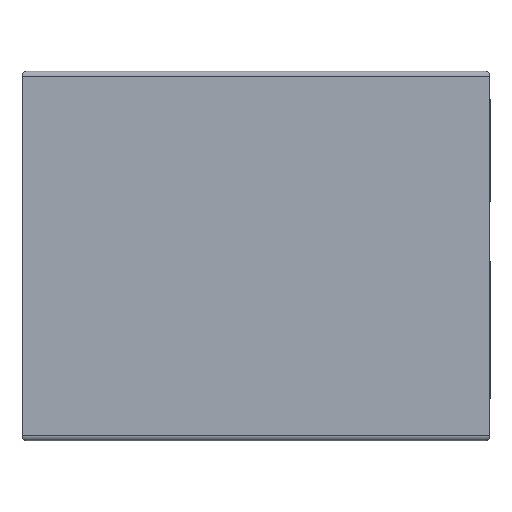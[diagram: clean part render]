
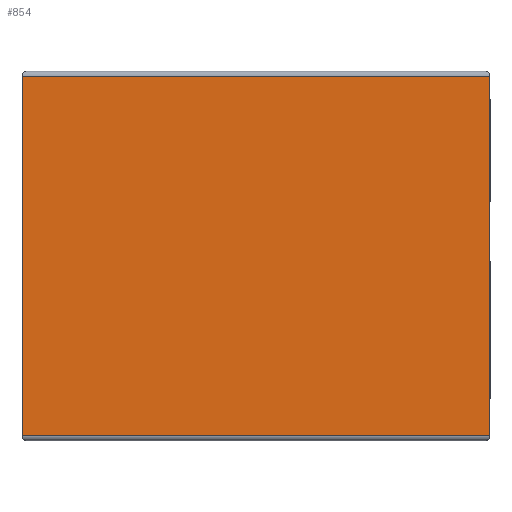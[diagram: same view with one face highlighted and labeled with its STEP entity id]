
A CAD part, front view. The second image highlights one B-rep face of the part: STEP entity #854.
In plain terms, the highlighted planar face has unit normal (0, -1, 0).
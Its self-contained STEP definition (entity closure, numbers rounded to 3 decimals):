
#116 = CARTESIAN_POINT ( 'NONE',  ( 0., 0., 0. ) ) ;
#170 = CARTESIAN_POINT ( 'NONE',  ( -9.5, 0., 7.3 ) ) ;
#261 = PLANE ( 'NONE',  #1218 ) ;
#293 = VERTEX_POINT ( 'NONE', #170 ) ;
#301 = CARTESIAN_POINT ( 'NONE',  ( -9.5, 0., -7.3 ) ) ;
#347 = DIRECTION ( 'NONE',  ( 0., 0., -1. ) ) ;
#357 = LINE ( 'NONE', #420, #746 ) ;
#401 = EDGE_CURVE ( 'NONE', #1278, #293, #1288, .T. ) ;
#420 = CARTESIAN_POINT ( 'NONE',  ( 9.5, 0., -7.5 ) ) ;
#426 = DIRECTION ( 'NONE',  ( -1., 0., 0. ) ) ;
#592 = CARTESIAN_POINT ( 'NONE',  ( -9.5, 0., 7.3 ) ) ;
#598 = CARTESIAN_POINT ( 'NONE',  ( 9.5, 0., -7.3 ) ) ;
#632 = VECTOR ( 'NONE', #925, 1000. ) ;
#638 = EDGE_CURVE ( 'NONE', #1278, #670, #357, .T. ) ;
#670 = VERTEX_POINT ( 'NONE', #598 ) ;
#746 = VECTOR ( 'NONE', #347, 1000. ) ;
#809 = CARTESIAN_POINT ( 'NONE',  ( 9.5, 0., 7.3 ) ) ;
#853 = VECTOR ( 'NONE', #1401, 1000. ) ;
#854 = ADVANCED_FACE ( 'NONE', ( #1426 ), #261, .T. ) ;
#900 = DIRECTION ( 'NONE',  ( 0., -1., 0. ) ) ;
#903 = ORIENTED_EDGE ( 'NONE', *, *, #1097, .F. ) ;
#925 = DIRECTION ( 'NONE',  ( 0., 0., 1. ) ) ;
#977 = ORIENTED_EDGE ( 'NONE', *, *, #980, .T. ) ;
#980 = EDGE_CURVE ( 'NONE', #1145, #670, #1268, .T. ) ;
#1096 = DIRECTION ( 'NONE',  ( 0., 0., -1. ) ) ;
#1097 = EDGE_CURVE ( 'NONE', #1145, #293, #1504, .T. ) ;
#1145 = VERTEX_POINT ( 'NONE', #301 ) ;
#1193 = VECTOR ( 'NONE', #426, 1000. ) ;
#1218 = AXIS2_PLACEMENT_3D ( 'NONE', #116, #900, #1096 ) ;
#1244 = EDGE_LOOP ( 'NONE', ( #903, #977, #1333, #1671 ) ) ;
#1268 = LINE ( 'NONE', #1915, #853 ) ;
#1278 = VERTEX_POINT ( 'NONE', #809 ) ;
#1288 = LINE ( 'NONE', #592, #1193 ) ;
#1333 = ORIENTED_EDGE ( 'NONE', *, *, #638, .F. ) ;
#1401 = DIRECTION ( 'NONE',  ( 1., 0., 0. ) ) ;
#1426 = FACE_OUTER_BOUND ( 'NONE', #1244, .T. ) ;
#1504 = LINE ( 'NONE', #1876, #632 ) ;
#1671 = ORIENTED_EDGE ( 'NONE', *, *, #401, .T. ) ;
#1876 = CARTESIAN_POINT ( 'NONE',  ( -9.5, 0., -7.5 ) ) ;
#1915 = CARTESIAN_POINT ( 'NONE',  ( 9.5, 0., -7.3 ) ) ;
